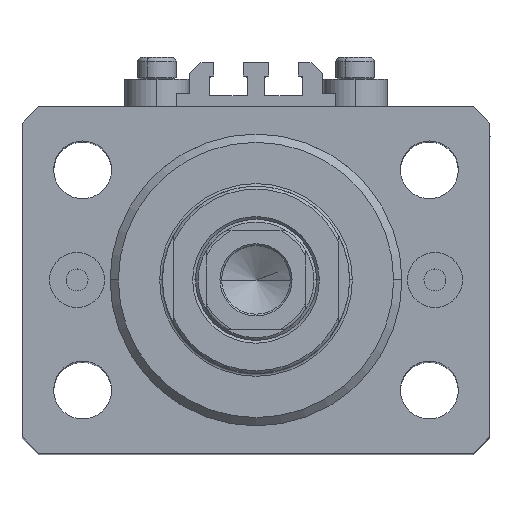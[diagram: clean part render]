
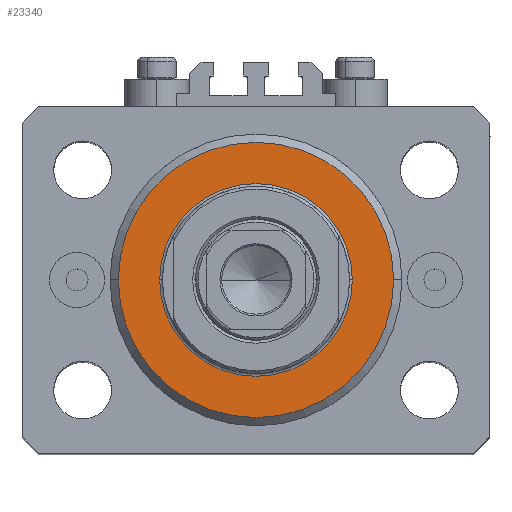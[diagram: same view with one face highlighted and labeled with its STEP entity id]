
A CAD part, top view. The second image highlights one B-rep face of the part: STEP entity #23340.
In plain terms, the highlighted face is planar.
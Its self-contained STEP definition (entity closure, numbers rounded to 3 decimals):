
#354 = DIRECTION ( 'NONE',  ( 1., 0., 0. ) ) ;
#1771 = DIRECTION ( 'NONE',  ( 0., 0., -1. ) ) ;
#2426 = ORIENTED_EDGE ( 'NONE', *, *, #36511, .T. ) ;
#2536 = VERTEX_POINT ( 'NONE', #42491 ) ;
#2809 = CARTESIAN_POINT ( 'NONE',  ( 0., 0., 0. ) ) ;
#3253 = FACE_OUTER_BOUND ( 'NONE', #33887, .T. ) ;
#5382 = ORIENTED_EDGE ( 'NONE', *, *, #31530, .T. ) ;
#5532 = CIRCLE ( 'NONE', #13937, 25. ) ;
#6291 = CARTESIAN_POINT ( 'NONE',  ( -17.5, 0., 0. ) ) ;
#6785 = CARTESIAN_POINT ( 'NONE',  ( 0., 0., 0. ) ) ;
#7067 = DIRECTION ( 'NONE',  ( 0., 0., 1. ) ) ;
#10361 = AXIS2_PLACEMENT_3D ( 'NONE', #6785, #36133, #32775 ) ;
#13241 = DIRECTION ( 'NONE',  ( 1., 0., 0. ) ) ;
#13937 = AXIS2_PLACEMENT_3D ( 'NONE', #2809, #46268, #20254 ) ;
#15198 = CARTESIAN_POINT ( 'NONE',  ( 17.5, 0., 0. ) ) ;
#17054 = VERTEX_POINT ( 'NONE', #23518 ) ;
#20254 = DIRECTION ( 'NONE',  ( 1., 0., 0. ) ) ;
#21491 = CIRCLE ( 'NONE', #24535, 17.5 ) ;
#23340 = ADVANCED_FACE ( 'NONE', ( #39546, #3253 ), #43589, .F. ) ;
#23518 = CARTESIAN_POINT ( 'NONE',  ( 25., 0., 0. ) ) ;
#24251 = VERTEX_POINT ( 'NONE', #6291 ) ;
#24535 = AXIS2_PLACEMENT_3D ( 'NONE', #44045, #25661, #354 ) ;
#25661 = DIRECTION ( 'NONE',  ( 0., 0., 1. ) ) ;
#28647 = CIRCLE ( 'NONE', #10361, 17.5 ) ;
#29204 = AXIS2_PLACEMENT_3D ( 'NONE', #46186, #1771, #13241 ) ;
#31530 = EDGE_CURVE ( 'NONE', #24251, #41966, #28647, .T. ) ;
#32365 = CARTESIAN_POINT ( 'NONE',  ( 0., 0., 0. ) ) ;
#32775 = DIRECTION ( 'NONE',  ( 1., 0., 0. ) ) ;
#33564 = AXIS2_PLACEMENT_3D ( 'NONE', #32365, #7067, #46935 ) ;
#33852 = ORIENTED_EDGE ( 'NONE', *, *, #43384, .T. ) ;
#33887 = EDGE_LOOP ( 'NONE', ( #46583, #2426 ) ) ;
#36133 = DIRECTION ( 'NONE',  ( 0., 0., 1. ) ) ;
#36511 = EDGE_CURVE ( 'NONE', #2536, #17054, #37573, .T. ) ;
#37573 = CIRCLE ( 'NONE', #29204, 25. ) ;
#39546 = FACE_BOUND ( 'NONE', #44971, .T. ) ;
#41966 = VERTEX_POINT ( 'NONE', #15198 ) ;
#42491 = CARTESIAN_POINT ( 'NONE',  ( -25., 0., 0. ) ) ;
#43384 = EDGE_CURVE ( 'NONE', #41966, #24251, #21491, .T. ) ;
#43589 = PLANE ( 'NONE',  #33564 ) ;
#44045 = CARTESIAN_POINT ( 'NONE',  ( 0., 0., 0. ) ) ;
#44971 = EDGE_LOOP ( 'NONE', ( #33852, #5382 ) ) ;
#45864 = EDGE_CURVE ( 'NONE', #17054, #2536, #5532, .T. ) ;
#46186 = CARTESIAN_POINT ( 'NONE',  ( 0., 0., 0. ) ) ;
#46268 = DIRECTION ( 'NONE',  ( 0., 0., -1. ) ) ;
#46583 = ORIENTED_EDGE ( 'NONE', *, *, #45864, .T. ) ;
#46935 = DIRECTION ( 'NONE',  ( 1., 0., 0. ) ) ;
